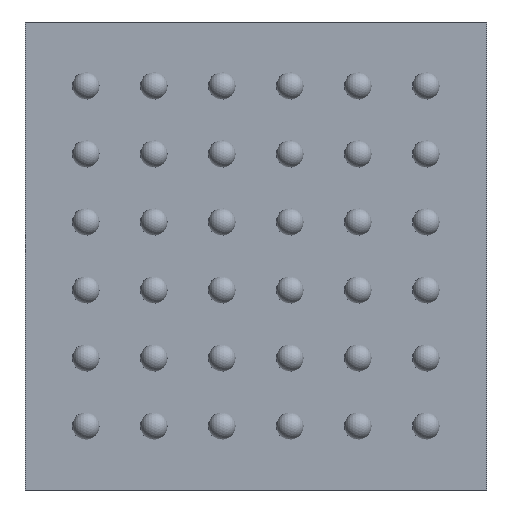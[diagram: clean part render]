
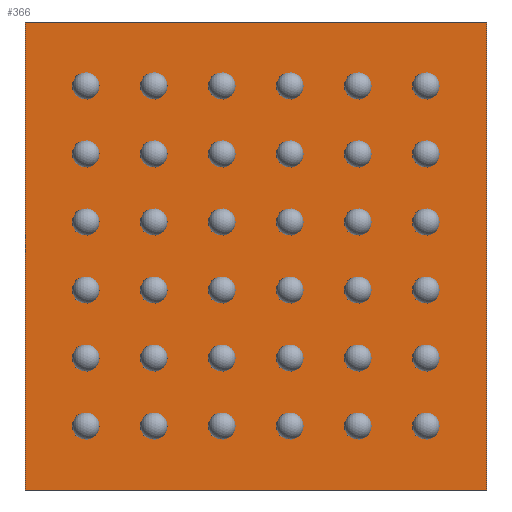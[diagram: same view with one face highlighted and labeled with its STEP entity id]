
A CAD part, front view. The second image highlights one B-rep face of the part: STEP entity #366.
In plain terms, the highlighted planar face has unit normal (0, -1, 0).
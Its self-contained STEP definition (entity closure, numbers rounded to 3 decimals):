
#189=FACE_OUTER_BOUND('',#202,.T.);
#202=EDGE_LOOP('',(#339,#340,#341,#342));
#216=LINE('',#615,#240);
#220=LINE('',#623,#244);
#223=LINE('',#629,#247);
#226=LINE('',#634,#250);
#240=VECTOR('',#477,10.);
#244=VECTOR('',#483,10.);
#247=VECTOR('',#488,10.);
#250=VECTOR('',#493,10.);
#260=VERTEX_POINT('',#613);
#261=VERTEX_POINT('',#614);
#264=VERTEX_POINT('',#622);
#266=VERTEX_POINT('',#628);
#282=EDGE_CURVE('',#260,#261,#216,.T.);
#286=EDGE_CURVE('',#261,#264,#220,.T.);
#289=EDGE_CURVE('',#264,#266,#223,.T.);
#292=EDGE_CURVE('',#266,#260,#226,.T.);
#339=ORIENTED_EDGE('',*,*,#292,.T.);
#340=ORIENTED_EDGE('',*,*,#282,.T.);
#341=ORIENTED_EDGE('',*,*,#286,.T.);
#342=ORIENTED_EDGE('',*,*,#289,.T.);
#355=PLANE('',#405);
#366=ADVANCED_FACE('',(#189),#355,.F.);
#405=AXIS2_PLACEMENT_3D('',#637,#497,#498);
#477=DIRECTION('',(0.,0.,-1.));
#483=DIRECTION('',(1.,0.,0.));
#488=DIRECTION('',(0.,0.,1.));
#493=DIRECTION('',(-1.,0.,0.));
#497=DIRECTION('center_axis',(0.,1.,0.));
#498=DIRECTION('ref_axis',(1.,0.,0.));
#613=CARTESIAN_POINT('',(0.,0.,3.44));
#614=CARTESIAN_POINT('',(0.,0.,0.));
#615=CARTESIAN_POINT('',(0.,0.,3.44));
#622=CARTESIAN_POINT('',(3.39,0.,0.));
#623=CARTESIAN_POINT('',(0.,0.,0.));
#628=CARTESIAN_POINT('',(3.39,0.,3.44));
#629=CARTESIAN_POINT('',(3.39,0.,0.));
#634=CARTESIAN_POINT('',(3.39,0.,3.44));
#637=CARTESIAN_POINT('Origin',(1.695,0.,1.72));
